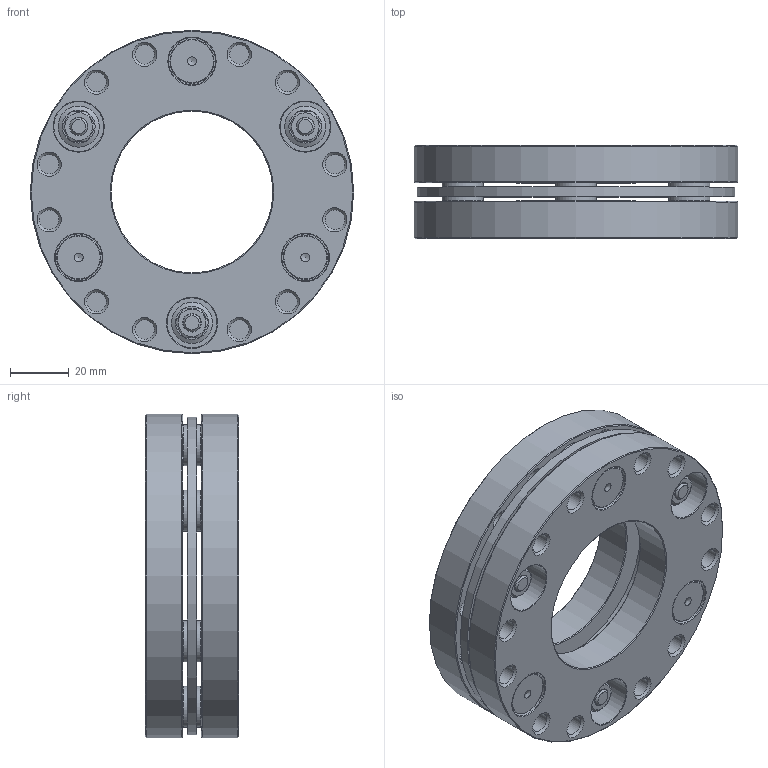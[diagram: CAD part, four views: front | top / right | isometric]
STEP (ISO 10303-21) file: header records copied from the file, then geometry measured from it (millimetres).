
FILE_DESCRIPTION(/* description */ ('Unknown'),/* implementation_level */ '2;1');
FILE_NAME(/* name */ 'HK80-6,4-00-00',/* time_stamp */ '2020-09-14T11:05:06+02:00',/* author */ ('Unknown'),/* organization */ ('Unknown'),/* preprocessor_version */ 'ST-DEVELOPER v16.7',/* originating_system */ 'Solid Edge',/* authorisation */ 'Unknown');
FILE_SCHEMA (('AUTOMOTIVE_DESIGN {1 0 10303 214 3 1 1}'));
Length unit declared in the file: millimetre
Products named in the file (1): Part3
Bounding box: 110 x 31.7 x 110 mm (x, y, z)
Volume: 180160.3 mm3; surface area: 63312.8 mm2
Topology: 1 solids, 1 shells, 350 faces, 842 edges, 528 vertices
Faces by surface type: cone 114, cylinder 108, plane 108, torus 20
Full cylindrical faces by diameter (mm): 6 x6, 6.647 x24, 14 x18, 15 x6, 16 x6, 17 x6, 55 x2, 65 x1, 108 x1, 110 x2
Entity records: 10888 total; most frequent: DIRECTION 1570, CARTESIAN_POINT 1441, ORIENTED_EDGE 1048, AXIS2_PLACEMENT_3D 731, FACE_BOUND 670, EDGE_LOOP 664, EDGE_CURVE 524, VERTEX_POINT 422
